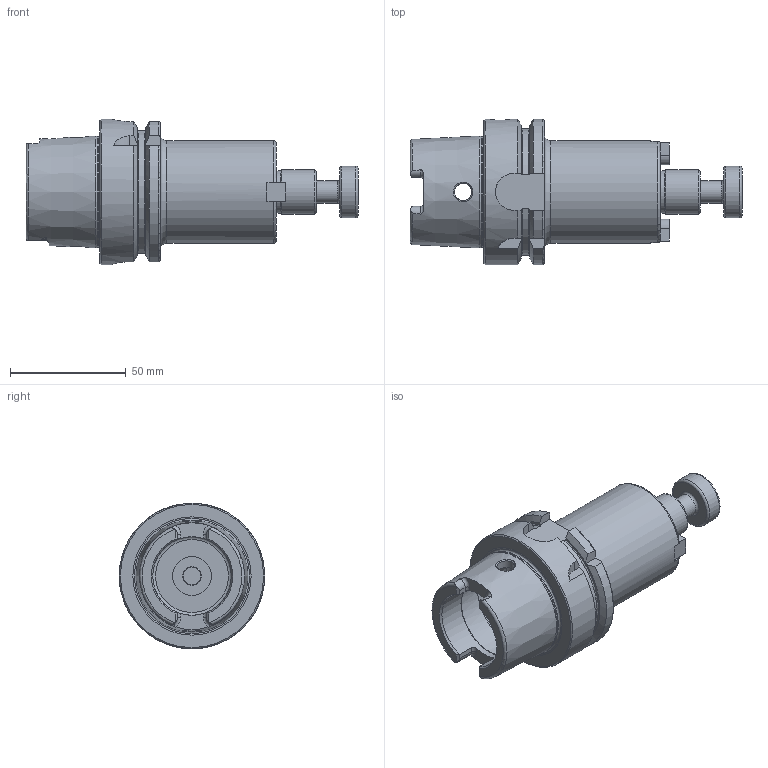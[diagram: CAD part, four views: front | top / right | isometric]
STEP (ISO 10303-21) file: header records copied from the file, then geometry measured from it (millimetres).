
FILE_DESCRIPTION(/* description */ ('','CAx-IF Rec.Pracs.---Representation and Presentation of Product Manufacturing Information (PMI)---4.0---2014-10-13'),/* implementation_level */ '2;1');
FILE_NAME(/* name */ 'EQ102C-HSK63A-SMA19.05C-76.2.stp',/* time_stamp */ '2025-02-21T15:20:02+09:00',/* author */ ('eos'),/* organization */ (''),/* preprocessor_version */ 'ST-DEVELOPER v20',/* originating_system */ 'Autodesk Inventor 2025',/* authorisation */ '');
FILE_SCHEMA (('AP242_MANAGED_MODEL_BASED_3D_ENGINEERING_MIM_LF { 1 0 10303 442 1 1 4 }'));
Length unit declared in the file: inch
Products named in the file (5): LO-HSK63A-SMA19.05C-76.2; HSK63A; COLLAR BOLT-UNF3_8-24x24L; SMA27-DRIV EKEY-SECO; #7974
Assembly tree (4 placements, depth 2):
  LO-HSK63A-SMA19.05C-76.2
    HSK63A
    COLLAR BOLT-UNF3_8-24x24L
    SMA27-DRIV EKEY-SECO  x2
  #7974
Bounding box: 143.68 x 63 x 63 mm (x, y, z)
Volume: 165140.8 mm3; surface area: 36535.4 mm2
Topology: 6 solids, 6 shells, 213 faces, 542 edges, 351 vertices
Faces by surface type: plane 93, cylinder 56, torus 33, cone 29, bspline 2
Full cylindrical faces by diameter (mm): 2.487 x2, 2.5 x4, 3.175 x2, 3.3 x2, 5.207 x2, 5.4 x2, 7.5 x2, 7.938 x1, 8 x1, 8.382 x1, 9.525 x1, 10 x2, 16.917 x1, 18.4 x1, 19 x1, 19.05 x1, 22.4 x1, 34 x2, 40 x1, 44.45 x1, 48.041 x1, 63 x1
Entity records: 7943 total; most frequent: CARTESIAN_POINT 2301, DIRECTION 1154, ORIENTED_EDGE 960, EDGE_CURVE 480, AXIS2_PLACEMENT_3D 480, VERTEX_POINT 315, CIRCLE 231, STYLED_ITEM 222
